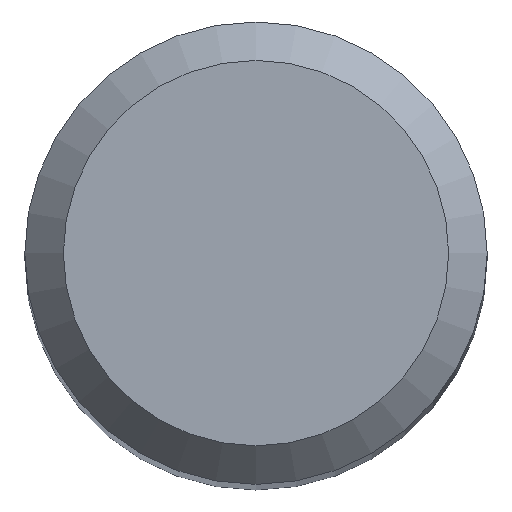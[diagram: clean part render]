
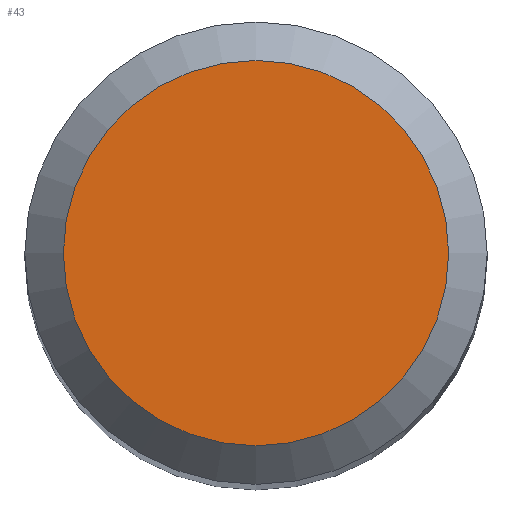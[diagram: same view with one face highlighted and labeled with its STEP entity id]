
A CAD part, top view. The second image highlights one B-rep face of the part: STEP entity #43.
In plain terms, the highlighted planar face has unit normal (0, 0, 1).
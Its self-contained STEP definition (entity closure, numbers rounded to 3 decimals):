
#16 = CARTESIAN_POINT ( 'NONE',  ( 0., 0., 50. ) ) ;
#27 = DIRECTION ( 'NONE',  ( 0., 1., 0. ) ) ;
#33 = DIRECTION ( 'NONE',  ( 0., 1., 0. ) ) ;
#43 = ADVANCED_FACE ( 'NONE', ( #144 ), #45, .F. ) ;
#45 = PLANE ( 'NONE',  #205 ) ;
#54 = AXIS2_PLACEMENT_3D ( 'NONE', #68, #142, #27 ) ;
#57 = DIRECTION ( 'NONE',  ( 0., 0., -1. ) ) ;
#68 = CARTESIAN_POINT ( 'NONE',  ( 0., 0., 50. ) ) ;
#123 = CARTESIAN_POINT ( 'NONE',  ( 0., 2.5, 50. ) ) ;
#127 = EDGE_LOOP ( 'NONE', ( #220 ) ) ;
#142 = DIRECTION ( 'NONE',  ( 0., 0., -1. ) ) ;
#144 = FACE_OUTER_BOUND ( 'NONE', #127, .T. ) ;
#180 = VERTEX_POINT ( 'NONE', #123 ) ;
#190 = EDGE_CURVE ( 'NONE', #180, #180, #217, .T. ) ;
#205 = AXIS2_PLACEMENT_3D ( 'NONE', #16, #57, #33 ) ;
#217 = CIRCLE ( 'NONE', #54, 2.5 ) ;
#220 = ORIENTED_EDGE ( 'NONE', *, *, #190, .F. ) ;
